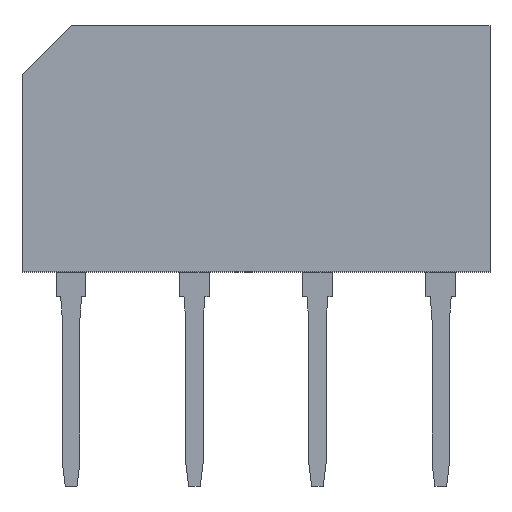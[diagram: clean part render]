
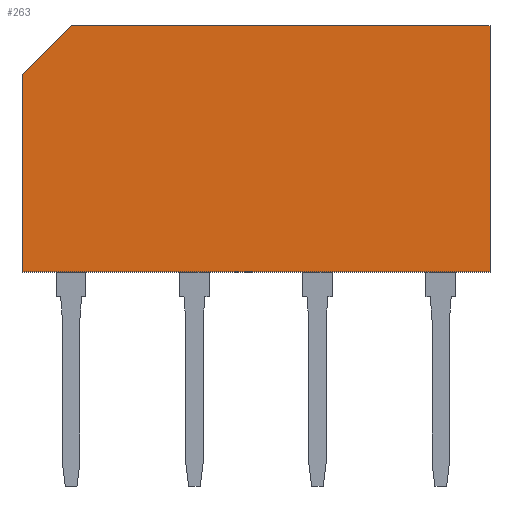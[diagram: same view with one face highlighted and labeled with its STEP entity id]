
A CAD part, top view. The second image highlights one B-rep face of the part: STEP entity #263.
In plain terms, the highlighted planar face has unit normal (0, 0, 1).
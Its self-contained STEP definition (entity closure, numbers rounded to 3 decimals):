
#263=ADVANCED_FACE('',(#453),#362,.T.);
#362=PLANE('',#2031);
#453=FACE_OUTER_BOUND('',#552,.T.);
#552=EDGE_LOOP('',(#664,#665,#666,#667,#668));
#664=ORIENTED_EDGE('',*,*,#1306,.F.);
#665=ORIENTED_EDGE('',*,*,#1307,.T.);
#666=ORIENTED_EDGE('',*,*,#1308,.F.);
#667=ORIENTED_EDGE('',*,*,#1302,.F.);
#668=ORIENTED_EDGE('',*,*,#1304,.F.);
#1138=VERTEX_POINT('',#2638);
#1139=VERTEX_POINT('',#2640);
#1140=VERTEX_POINT('',#2644);
#1141=VERTEX_POINT('',#2648);
#1142=VERTEX_POINT('',#2652);
#1302=EDGE_CURVE('',#1139,#1138,#1545,.T.);
#1304=EDGE_CURVE('',#1140,#1139,#1547,.T.);
#1306=EDGE_CURVE('',#1141,#1140,#1549,.T.);
#1307=EDGE_CURVE('',#1141,#1142,#1550,.T.);
#1308=EDGE_CURVE('',#1138,#1142,#1551,.T.);
#1545=LINE('',#2641,#1732);
#1547=LINE('',#2645,#1734);
#1549=LINE('',#2649,#1736);
#1550=LINE('',#2651,#1737);
#1551=LINE('',#2653,#1738);
#1732=VECTOR('',#2129,1.);
#1734=VECTOR('',#2133,1.);
#1736=VECTOR('',#2137,1.);
#1737=VECTOR('',#2140,1.);
#1738=VECTOR('',#2141,1.);
#2031=AXIS2_PLACEMENT_3D('',#2654,#2142,#2143);
#2129=DIRECTION('',(-1.,0.,0.));
#2133=DIRECTION('',(0.,-1.,0.));
#2137=DIRECTION('',(1.,0.,0.));
#2140=DIRECTION('',(-0.707,-0.707,0.));
#2141=DIRECTION('',(0.,1.,0.));
#2142=DIRECTION('',(0.,0.,1.));
#2143=DIRECTION('',(1.,0.,0.));
#2638=CARTESIAN_POINT('',(2.25,12.1,1.87));
#2640=CARTESIAN_POINT('',(21.25,12.1,1.87));
#2641=CARTESIAN_POINT('',(11.75,12.1,1.87));
#2644=CARTESIAN_POINT('',(21.25,22.1,1.87));
#2645=CARTESIAN_POINT('',(21.25,17.1,1.87));
#2648=CARTESIAN_POINT('',(4.25,22.1,1.87));
#2649=CARTESIAN_POINT('',(11.75,22.1,1.87));
#2651=CARTESIAN_POINT('',(5.5,23.35,1.87));
#2652=CARTESIAN_POINT('',(2.25,20.1,1.87));
#2653=CARTESIAN_POINT('',(2.25,17.1,1.87));
#2654=CARTESIAN_POINT('',(11.75,17.1,1.87));
